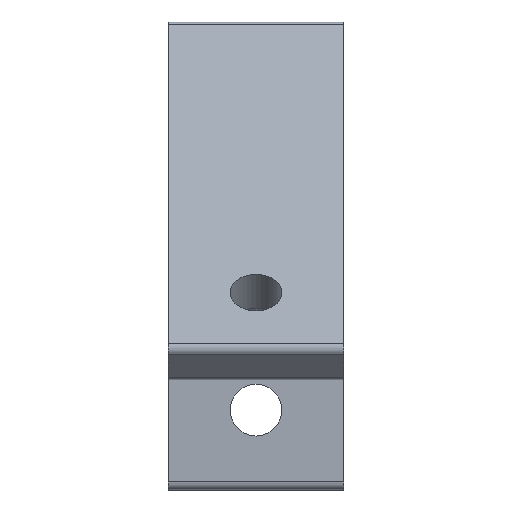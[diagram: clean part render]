
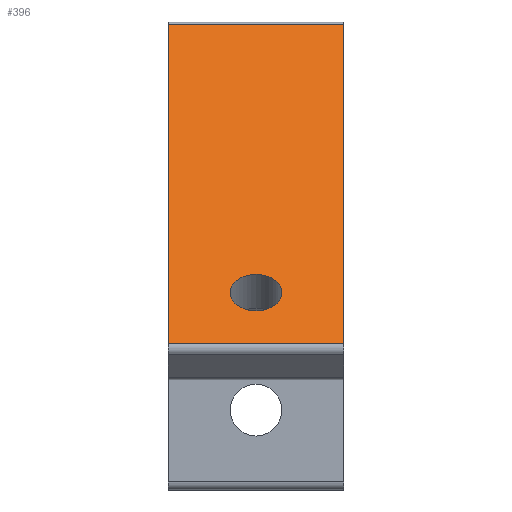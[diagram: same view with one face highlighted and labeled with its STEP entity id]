
A CAD part, top view. The second image highlights one B-rep face of the part: STEP entity #396.
In plain terms, the highlighted planar face has unit normal (0, 0.707, 0.707).
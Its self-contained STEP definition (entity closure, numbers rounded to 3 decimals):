
#74 = VERTEX_POINT('',#75);
#75 = CARTESIAN_POINT('',(-11.,-1.707,1.707));
#82 = EDGE_CURVE('',#74,#83,#85,.T.);
#83 = VERTEX_POINT('',#84);
#84 = CARTESIAN_POINT('',(-11.,-41.719,41.719));
#85 = LINE('',#86,#87);
#86 = CARTESIAN_POINT('',(-11.,0.,0.));
#87 = VECTOR('',#88,1.);
#88 = DIRECTION('',(0.,-0.707,0.707)
  );
#224 = EDGE_CURVE('',#74,#225,#227,.T.);
#225 = VERTEX_POINT('',#226);
#226 = CARTESIAN_POINT('',(11.,-1.707,1.707));
#227 = LINE('',#228,#229);
#228 = CARTESIAN_POINT('',(-11.,-1.707,1.707));
#229 = VECTOR('',#230,1.);
#230 = DIRECTION('',(1.,0.,0.));
#250 = EDGE_CURVE('',#225,#251,#253,.T.);
#251 = VERTEX_POINT('',#252);
#252 = CARTESIAN_POINT('',(11.,-41.719,41.719));
#253 = LINE('',#254,#255);
#254 = CARTESIAN_POINT('',(11.,0.,0.));
#255 = VECTOR('',#256,1.);
#256 = DIRECTION('',(0.,-0.707,0.707)
  );
#396 = ADVANCED_FACE('',(#397,#408),#419,.F.);
#397 = FACE_BOUND('',#398,.F.);
#398 = EDGE_LOOP('',(#399,#400,#401,#402));
#399 = ORIENTED_EDGE('',*,*,#82,.F.);
#400 = ORIENTED_EDGE('',*,*,#224,.T.);
#401 = ORIENTED_EDGE('',*,*,#250,.T.);
#402 = ORIENTED_EDGE('',*,*,#403,.F.);
#403 = EDGE_CURVE('',#83,#251,#404,.T.);
#404 = LINE('',#405,#406);
#405 = CARTESIAN_POINT('',(-11.,-41.719,41.719));
#406 = VECTOR('',#407,1.);
#407 = DIRECTION('',(1.,0.,0.));
#408 = FACE_BOUND('',#409,.F.);
#409 = EDGE_LOOP('',(#410));
#410 = ORIENTED_EDGE('',*,*,#411,.F.);
#411 = EDGE_CURVE('',#412,#412,#414,.T.);
#412 = VERTEX_POINT('',#413);
#413 = CARTESIAN_POINT('',(0.,-33.057,
    33.057));
#414 = CIRCLE('',#415,3.25);
#415 = AXIS2_PLACEMENT_3D('',#416,#417,#418);
#416 = CARTESIAN_POINT('',(0.,-35.355,
    35.355));
#417 = DIRECTION('',(0.,-0.707,-0.707
    ));
#418 = DIRECTION('',(0.,0.707,-0.707)
  );
#419 = PLANE('',#420);
#420 = AXIS2_PLACEMENT_3D('',#421,#422,#423);
#421 = CARTESIAN_POINT('',(-11.,0.,0.));
#422 = DIRECTION('',(0.,-0.707,-0.707)
  );
#423 = DIRECTION('',(0.,-0.707,0.707)
  );
